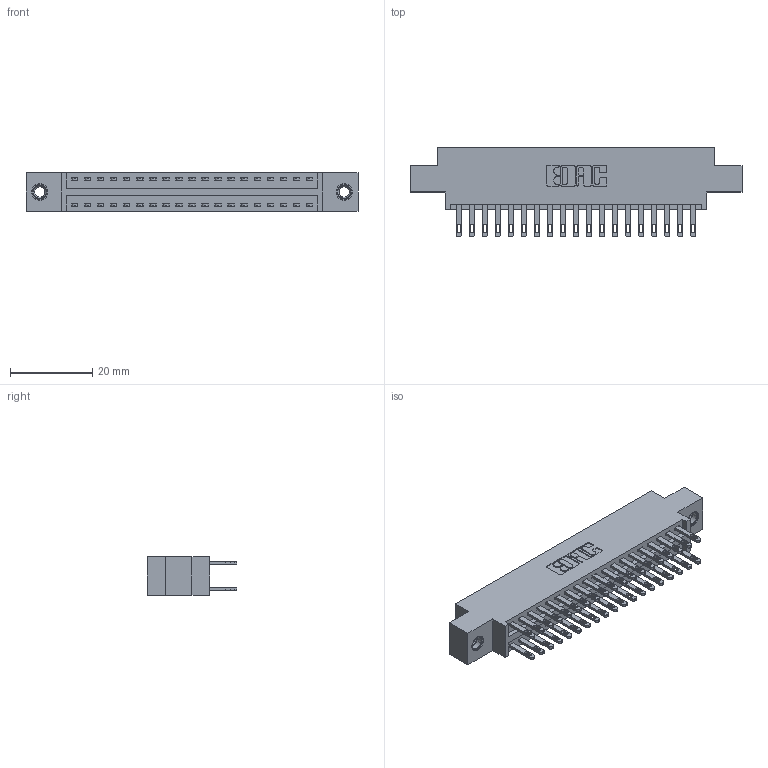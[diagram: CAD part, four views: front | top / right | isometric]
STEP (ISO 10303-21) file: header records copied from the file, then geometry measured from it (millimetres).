
FILE_DESCRIPTION (( 'STEP AP203' ), '1' );
FILE_NAME ('346-038-500-807.STEP', '2018-08-24T04:21:17', ( '' ), ( '' ), 'SwSTEP 2.0', 'SolidWorks 2016', '' );
FILE_SCHEMA (( 'CONFIG_CONTROL_DESIGN' ));
Length unit declared in the file: inch
Products named in the file (4): 346-038-500-807; 346 Part_0.170 Offset - 0.156 Dia-TI; 345-292-001_345-293-100; 345-250-001_345-250-005-103
Assembly tree (41 placements, depth 2):
  346-038-500-807
    346 Part_0.170 Offset - 0.156 Dia-TI
    345-292-001_345-293-100  x38
    345-250-001_345-250-005-103  x2
Bounding box: 80.9 x 21.84 x 9.4 mm (x, y, z)
Volume: 7658 mm3; surface area: 10776.1 mm2
Topology: 41 solids, 41 shells, 2010 faces, 6063 edges, 4034 vertices
Faces by surface type: plane 1214, cylinder 780, cone 12, torus 4
Entity records: 16744 total; most frequent: CARTESIAN_POINT 2775, ORIENTED_EDGE 2702, DIRECTION 2525, EDGE_CURVE 1351, VECTOR 1119, LINE 1119, VERTEX_POINT 896, AXIS2_PLACEMENT_3D 703
